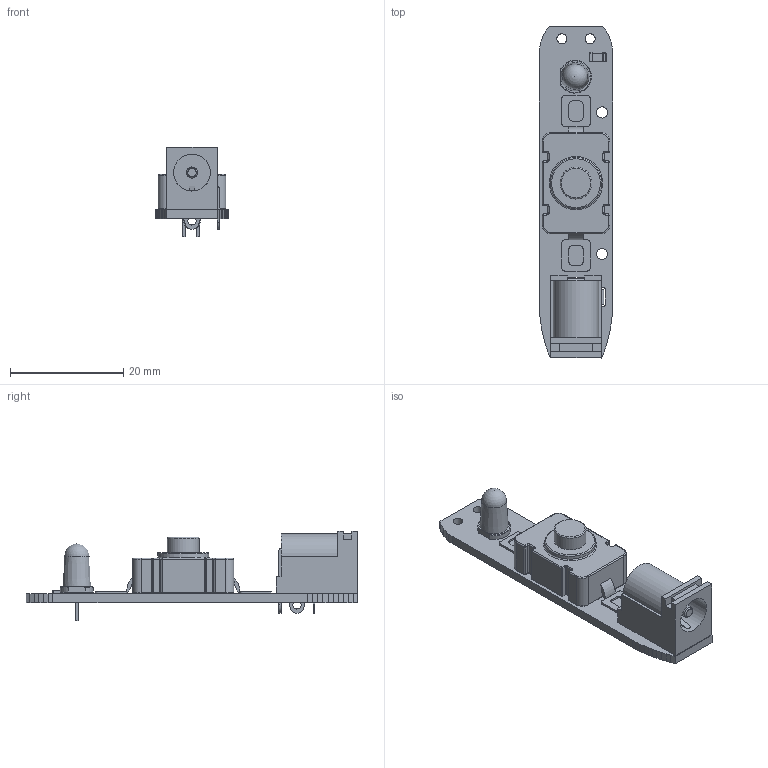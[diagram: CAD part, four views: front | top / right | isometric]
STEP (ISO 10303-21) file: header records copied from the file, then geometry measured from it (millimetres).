
FILE_DESCRIPTION(('for SolidWorks'),'2;1');
FILE_NAME('fs_switch_pcb_jack.step', '2018-12-26T21:14:18',('fape8'),(''),'Open CASCADE STEP processor 6.6' ,'DipTrace','Unknown');
FILE_SCHEMA(('AUTOMOTIVE_DESIGN { 1 0 10303 214 1 1 1 1 }'));
Length unit declared in the file: millimetre
Products named in the file (6): PCB_fs_switch_pcb_jack; Board_fs_switch_pcb_jack; led-5r_blue; pj-002a; res_1206; kan28
Assembly tree (5 placements, depth 2):
  PCB_fs_switch_pcb_jack
    Board_fs_switch_pcb_jack
    led-5r_blue
    pj-002a
    res_1206
    kan28
Bounding box: 13 x 58.6 x 15.85 mm (x, y, z)
Volume: 2198.8 mm3; surface area: 3995.2 mm2
Topology: 4 solids, 7 shells, 399 faces, 1012 edges, 634 vertices
Faces by surface type: plane 243, cylinder 108, torus 29, sphere 17, cone 2
Full cylindrical faces by diameter (mm): 0.889 x2, 1.5 x3, 1.75 x2, 2 x3, 5.6 x1, 6.5 x1, 9 x1
Entity records: 14492 total; most frequent: CARTESIAN_POINT 2450, DIRECTION 2066, ORIENTED_EDGE 2022, EDGE_CURVE 1011, LINE 758, VECTOR 758, AXIS2_PLACEMENT_3D 654, VERTEX_POINT 634
